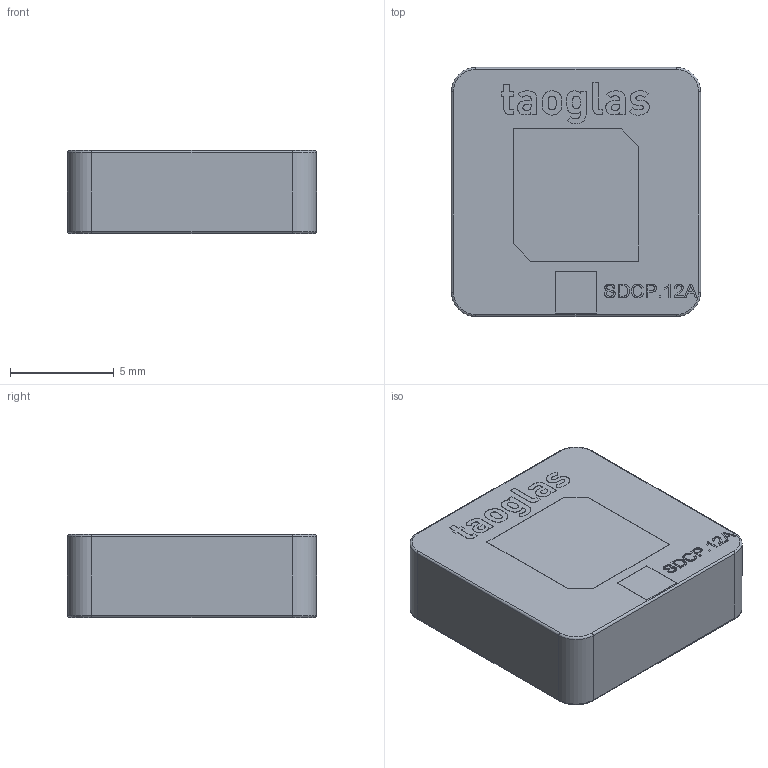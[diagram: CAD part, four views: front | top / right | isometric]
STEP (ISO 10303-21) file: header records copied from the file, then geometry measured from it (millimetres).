
FILE_DESCRIPTION (( 'STEP AP214' ), '1' );
FILE_NAME ('SDCP.5900.12.4.A.40_Web.STEP', '2022-03-21T16:12:11', ( '' ), ( '' ), 'SwSTEP 2.0', 'SolidWorks 2018', '' );
FILE_SCHEMA (( 'AUTOMOTIVE_DESIGN' ));
Length unit declared in the file: millimetre
Products named in the file (1): SDCP.5900.12.4.A.40_Web
Bounding box: 12 x 12 x 4.02 mm (x, y, z)
Volume: 573.1 mm3; surface area: 467.3 mm2
Topology: 1 solids, 1 shells, 244 faces, 632 edges, 416 vertices
Faces by surface type: plane 143, bspline 73, cylinder 20, torus 8
Entity records: 11245 total; most frequent: CARTESIAN_POINT 5138, ORIENTED_EDGE 1264, DIRECTION 878, EDGE_CURVE 632, LINE 438, VECTOR 438, VERTEX_POINT 416, EDGE_LOOP 270
